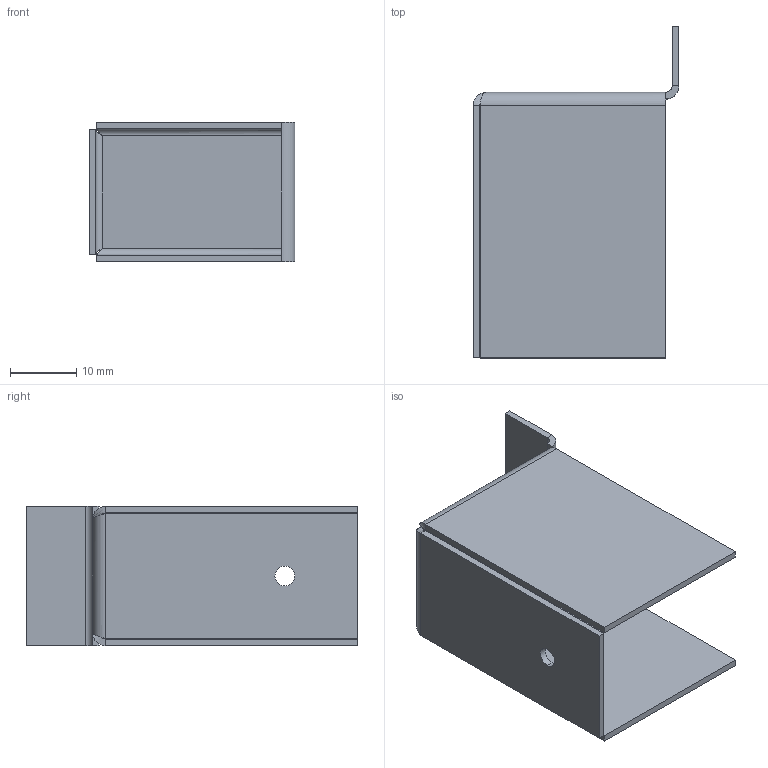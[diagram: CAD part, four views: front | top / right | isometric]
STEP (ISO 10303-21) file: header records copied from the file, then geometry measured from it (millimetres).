
FILE_DESCRIPTION (( 'STEP AP203' ), '1' );
FILE_NAME ('Bottom Wrist motor 2 case-1.STEP', '2020-06-27T06:50:45', ( '' ), ( '' ), 'SwSTEP 2.0', 'SolidWorks 2017', '' );
FILE_SCHEMA (( 'CONFIG_CONTROL_DESIGN' ));
Length unit declared in the file: millimetre
Products named in the file (1): Bottom Wrist motor 2 case-1
Bounding box: 31 x 50 x 21 mm (x, y, z)
Volume: 3702 mm3; surface area: 7773.9 mm2
Topology: 1 solids, 1 shells, 42 faces, 90 edges, 50 vertices
Faces by surface type: plane 28, cylinder 10, bspline 4
Entity records: 1435 total; most frequent: CARTESIAN_POINT 489, ORIENTED_EDGE 180, DIRECTION 168, EDGE_CURVE 90, VECTOR 62, LINE 62, AXIS2_PLACEMENT_3D 53, VERTEX_POINT 50
